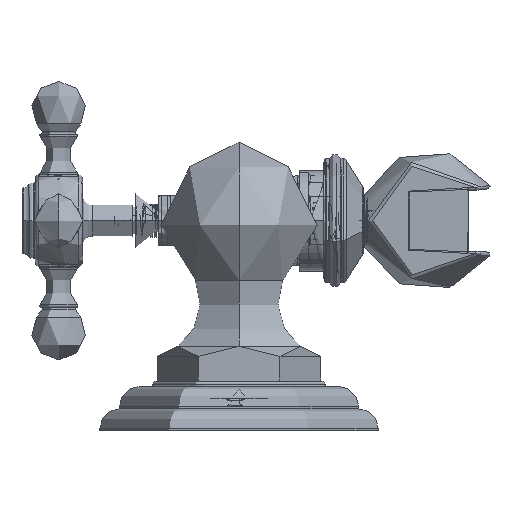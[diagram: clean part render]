
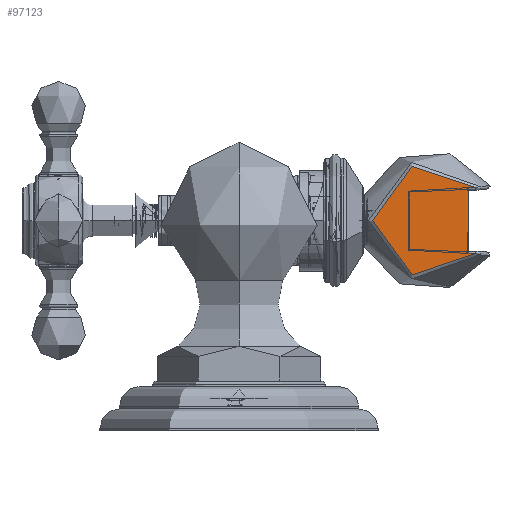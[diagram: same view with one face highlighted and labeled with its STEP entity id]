
A CAD part, front view. The second image highlights one B-rep face of the part: STEP entity #97123.
In plain terms, the highlighted planar face has unit normal (0, -1, 0).
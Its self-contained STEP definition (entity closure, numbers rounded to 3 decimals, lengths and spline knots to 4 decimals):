
#96215=DIRECTION('',(1.,-0.001,-0.014));
#96216=VECTOR('',#96215,0.0769);
#96217=CARTESIAN_POINT('',(2.3411,-0.3749,
1.8097));
#96218=LINE('',#96217,#96216);
#96219=CARTESIAN_POINT('',(1.946,-0.375,2.146));
#96220=DIRECTION('',(0.,1.,0.));
#96221=DIRECTION('',(0.814,0.,-0.582));
#96222=AXIS2_PLACEMENT_3D('',#96219,#96220,#96221);
#96224=CARTESIAN_POINT('',(2.3421,-0.375,2.4834));
#96225=CARTESIAN_POINT('',(2.306,-0.375,2.5144));
#96226=CARTESIAN_POINT('',(2.2293,-0.375,
2.5635));
#96227=CARTESIAN_POINT('',(2.0951,-0.375,
2.5992));
#96228=CARTESIAN_POINT('',(1.9575,-0.375,
2.5931));
#96229=CARTESIAN_POINT('',(1.8276,-0.375,
2.5462));
#96230=CARTESIAN_POINT('',(1.7168,-0.375,
2.4616));
#96231=CARTESIAN_POINT('',(1.6368,-0.375,
2.3473));
#96232=CARTESIAN_POINT('',(1.5952,-0.375,
2.2143));
#96233=CARTESIAN_POINT('',(1.5956,-0.375,
2.0751));
#96234=CARTESIAN_POINT('',(1.6379,-0.375,
1.9427));
#96235=CARTESIAN_POINT('',(1.718,-0.375,
1.8293));
#96236=CARTESIAN_POINT('',(1.8282,-0.375,
1.7456));
#96237=CARTESIAN_POINT('',(1.9575,-0.375,
1.6989));
#96238=CARTESIAN_POINT('',(2.0948,-0.375,1.6929));
#96239=CARTESIAN_POINT('',(2.2299,-0.375,
1.7281));
#96240=CARTESIAN_POINT('',(2.3051,-0.3749,
1.7787));
#96241=CARTESIAN_POINT('',(2.3411,-0.3749,
1.8097));
#96771=DIRECTION('',(1.,0.,0.));
#96772=VECTOR('',#96771,0.0759);
#96773=CARTESIAN_POINT('',(2.3421,-0.375,2.4834));
#96774=LINE('',#96773,#96772);
#96847=CARTESIAN_POINT('',(2.418,-0.375,1.8086));
#96848=VERTEX_POINT('',#96847);
#96850=CARTESIAN_POINT('',(2.3401,-0.3748,
1.8108));
#96852=VERTEX_POINT('',#96850);
#96855=CARTESIAN_POINT('',(2.418,-0.375,2.4834));
#96856=VERTEX_POINT('',#96855);
#96857=CARTESIAN_POINT('',(2.3421,-0.375,2.4834));
#96858=VERTEX_POINT('',#96857);
#97110=CARTESIAN_POINT('',(1.8911,-0.375,2.146));
#97111=DIRECTION('',(0.,1.,0.));
#97112=DIRECTION('',(-1.,0.,0.));
#97113=AXIS2_PLACEMENT_3D('',#97110,#97111,#97112);
#97114=PLANE('',#97113);
#97115=ORIENTED_EDGE('',*,*,#97077,.T.);
#97117=ORIENTED_EDGE('',*,*,#97116,.T.);
#97119=ORIENTED_EDGE('',*,*,#97118,.F.);
#97120=ORIENTED_EDGE('',*,*,#97101,.T.);
#97121=EDGE_LOOP('',(#97115,#97117,#97119,#97120));
#97122=FACE_OUTER_BOUND('',#97121,.F.);
#97123=ADVANCED_FACE('',(#97122),#97114,.F.);
#96223=CIRCLE('',#96222,0.5802);
#96242=B_SPLINE_CURVE_WITH_KNOTS('',3,(#96224,#96225,#96226,#96227,#96228,
#96229,#96230,#96231,#96232,#96233,#96234,#96235,#96236,#96237,#96238,#96239,
#96240,#96241),.UNSPECIFIED.,.F.,.F.,(4,1,1,1,1,1,1,1,1,1,1,1,1,1,1,4),(0.,
0.0667,0.1333,0.2,0.2667,0.3333,
0.4,0.4667,0.5333,0.6,0.6667,
0.7333,0.8,0.8667,0.9333,1.),
.UNSPECIFIED.);
#97077=EDGE_CURVE('',#96852,#96848,#96218,.T.);
#97101=EDGE_CURVE('',#96858,#96852,#96242,.T.);
#97116=EDGE_CURVE('',#96848,#96856,#96223,.T.);
#97118=EDGE_CURVE('',#96858,#96856,#96774,.T.);
